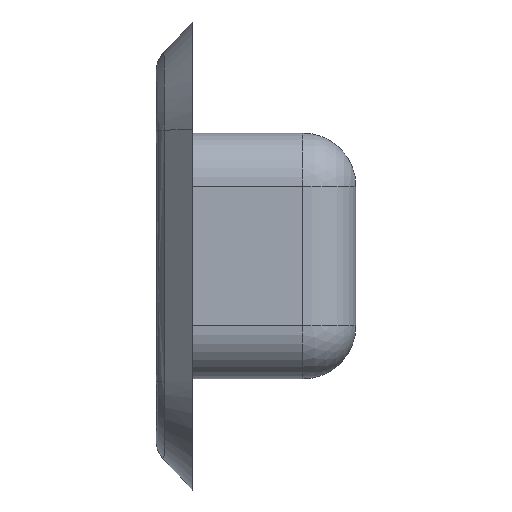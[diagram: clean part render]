
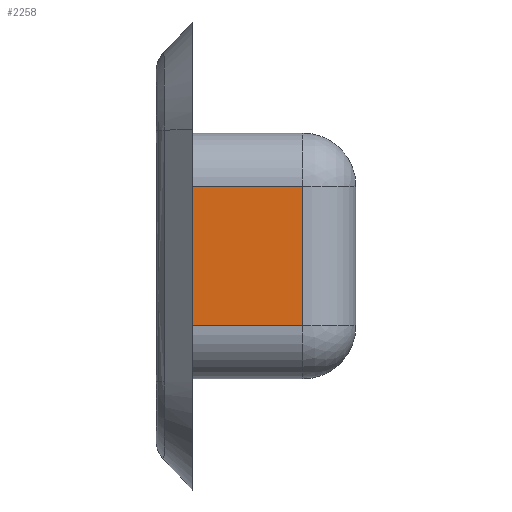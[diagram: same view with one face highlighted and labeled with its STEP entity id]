
A CAD part, left-side view. The second image highlights one B-rep face of the part: STEP entity #2258.
In plain terms, the highlighted planar face has unit normal (-1, 0, 0).
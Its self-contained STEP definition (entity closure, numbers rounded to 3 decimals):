
#56 = AXIS2_PLACEMENT_3D ( 'NONE', #1826, #1827, #1828 ) ;
#72 = FACE_OUTER_BOUND ( 'NONE', #831, .T. ) ;
#229 = EDGE_CURVE ( 'NONE', #2031, #2052, #2530, .T. ) ;
#242 = EDGE_CURVE ( 'NONE', #2085, #2053, #2570, .T. ) ;
#279 = EDGE_CURVE ( 'NONE', #2085, #2031, #2628, .T. ) ;
#300 = EDGE_CURVE ( 'NONE', #2053, #2052, #1703, .T. ) ;
#831 = EDGE_LOOP ( 'NONE', ( #2123, #2129, #2120, #2133 ) ) ;
#1294 = CARTESIAN_POINT ( 'NONE',  ( -15.8, -10.5, 5. ) ) ;
#1315 = CARTESIAN_POINT ( 'NONE',  ( -15.8, -2.6, 5. ) ) ;
#1316 = CARTESIAN_POINT ( 'NONE',  ( -15.8, -2.6, -5. ) ) ;
#1348 = CARTESIAN_POINT ( 'NONE',  ( -15.8, -10.5, -5. ) ) ;
#1703 = LINE ( 'NONE', #1704, #2757 ) ;
#1704 = CARTESIAN_POINT ( 'NONE',  ( -15.8, -2.6, -5. ) ) ;
#1705 = DIRECTION ( 'NONE',  ( 0., 0., 1. ) ) ;
#1825 = PLANE ( 'NONE',  #56 ) ;
#1826 = CARTESIAN_POINT ( 'NONE',  ( -15.8, -14.3, -5. ) ) ;
#1827 = DIRECTION ( 'NONE',  ( -1., 0., 0. ) ) ;
#1828 = DIRECTION ( 'NONE',  ( 0., 0., 1. ) ) ;
#2031 = VERTEX_POINT ( 'NONE', #1294 ) ;
#2052 = VERTEX_POINT ( 'NONE', #1315 ) ;
#2053 = VERTEX_POINT ( 'NONE', #1316 ) ;
#2085 = VERTEX_POINT ( 'NONE', #1348 ) ;
#2120 = ORIENTED_EDGE ( 'NONE', *, *, #229, .T. ) ;
#2123 = ORIENTED_EDGE ( 'NONE', *, *, #242, .F. ) ;
#2129 = ORIENTED_EDGE ( 'NONE', *, *, #279, .T. ) ;
#2133 = ORIENTED_EDGE ( 'NONE', *, *, #300, .F. ) ;
#2258 = ADVANCED_FACE ( 'NONE', ( #72 ), #1825, .T. ) ;
#2530 = LINE ( 'NONE', #2531, #2752 ) ;
#2531 = CARTESIAN_POINT ( 'NONE',  ( -15.8, -14.3, 5. ) ) ;
#2532 = DIRECTION ( 'NONE',  ( 0., 1., 0. ) ) ;
#2570 = LINE ( 'NONE', #2571, #2745 ) ;
#2571 = CARTESIAN_POINT ( 'NONE',  ( -15.8, -14.3, -5. ) ) ;
#2572 = DIRECTION ( 'NONE',  ( 0., 1., 0. ) ) ;
#2628 = LINE ( 'NONE', #2629, #2734 ) ;
#2629 = CARTESIAN_POINT ( 'NONE',  ( -15.8, -10.5, 5. ) ) ;
#2630 = DIRECTION ( 'NONE',  ( 0., 0., 1. ) ) ;
#2734 = VECTOR ( 'NONE', #2630, 1000. ) ;
#2745 = VECTOR ( 'NONE', #2572, 1000. ) ;
#2752 = VECTOR ( 'NONE', #2532, 1000. ) ;
#2757 = VECTOR ( 'NONE', #1705, 1000. ) ;
